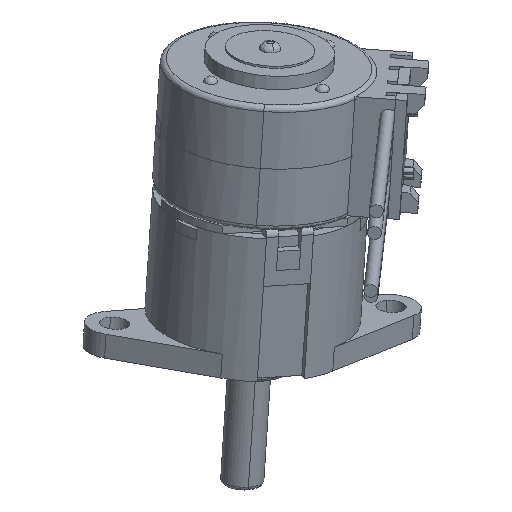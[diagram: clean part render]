
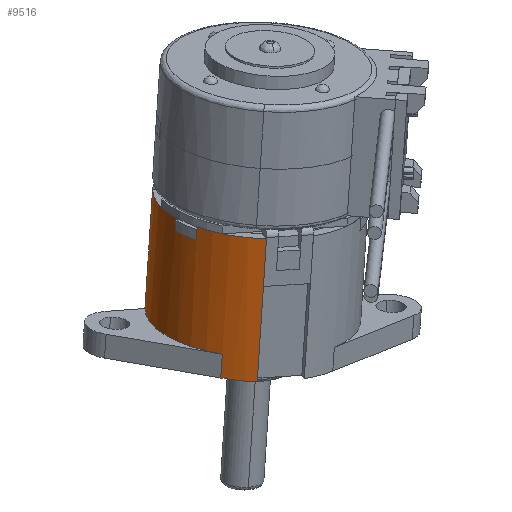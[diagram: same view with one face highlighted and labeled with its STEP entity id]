
A CAD part, top view. The second image highlights one B-rep face of the part: STEP entity #9516.
In plain terms, the highlighted cylindrical face has radius 7.5 mm (diameter 15 mm), a partial arc.
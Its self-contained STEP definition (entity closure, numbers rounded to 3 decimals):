
#40 = EDGE_CURVE ( 'NONE', #8642, #5757, #4625, .T. ) ;
#278 = DIRECTION ( 'NONE',  ( 0.279, -0.397, 0.874 ) ) ;
#346 = EDGE_CURVE ( 'NONE', #5606, #5757, #9573, .T. ) ;
#353 = VERTEX_POINT ( 'NONE', #8451 ) ;
#626 = CARTESIAN_POINT ( 'NONE',  ( -62.591, 40.6, -13.18 ) ) ;
#695 = DIRECTION ( 'NONE',  ( 0.059, 0.916, 0.397 ) ) ;
#1029 = CIRCLE ( 'NONE', #1408, 7.5 ) ;
#1037 = AXIS2_PLACEMENT_3D ( 'NONE', #9326, #10175, #278 ) ;
#1241 = DIRECTION ( 'NONE',  ( 0.059, 0.916, 0.397 ) ) ;
#1295 = EDGE_CURVE ( 'NONE', #2652, #6650, #1029, .T. ) ;
#1408 = AXIS2_PLACEMENT_3D ( 'NONE', #2084, #1241, #7931 ) ;
#1444 = DIRECTION ( 'NONE',  ( 0.059, 0.916, 0.397 ) ) ;
#1469 = CARTESIAN_POINT ( 'NONE',  ( -58.654, 35.439, -22.018 ) ) ;
#1950 = DIRECTION ( 'NONE',  ( -0.059, -0.916, -0.397 ) ) ;
#2014 = CARTESIAN_POINT ( 'NONE',  ( -58.242, 32.442, -15.155 ) ) ;
#2084 = CARTESIAN_POINT ( 'NONE',  ( -58.122, 43.684, -18.449 ) ) ;
#2245 = CIRCLE ( 'NONE', #2932, 7.5 ) ;
#2248 = EDGE_CURVE ( 'NONE', #5716, #5606, #5137, .T. ) ;
#2321 = DIRECTION ( 'NONE',  ( 0.279, -0.397, 0.874 ) ) ;
#2541 = DIRECTION ( 'NONE',  ( 0.059, 0.916, 0.397 ) ) ;
#2610 = EDGE_CURVE ( 'NONE', #2652, #3601, #8114, .T. ) ;
#2612 = AXIS2_PLACEMENT_3D ( 'NONE', #8288, #2541, #9900 ) ;
#2652 = VERTEX_POINT ( 'NONE', #8569 ) ;
#2932 = AXIS2_PLACEMENT_3D ( 'NONE', #1469, #7250, #2321 ) ;
#3439 = VECTOR ( 'NONE', #1444, 1000. ) ;
#3490 = DIRECTION ( 'NONE',  ( -0.059, -0.916, -0.397 ) ) ;
#3601 = VERTEX_POINT ( 'NONE', #5553 ) ;
#3703 = LINE ( 'NONE', #626, #3439 ) ;
#3798 = AXIS2_PLACEMENT_3D ( 'NONE', #5637, #695, #6466 ) ;
#3866 = ORIENTED_EDGE ( 'NONE', *, *, #8645, .F. ) ;
#3995 = CARTESIAN_POINT ( 'NONE',  ( -60.878, 31.047, -16.08 ) ) ;
#4048 = ORIENTED_EDGE ( 'NONE', *, *, #1295, .F. ) ;
#4625 = CIRCLE ( 'NONE', #1037, 7.5 ) ;
#5074 = CARTESIAN_POINT ( 'NONE',  ( -65.608, 44.124, -18.351 ) ) ;
#5137 = CIRCLE ( 'NONE', #2612, 7.5 ) ;
#5207 = LINE ( 'NONE', #6732, #6900 ) ;
#5230 = EDGE_CURVE ( 'NONE', #10400, #6650, #5415, .T. ) ;
#5325 = FACE_OUTER_BOUND ( 'NONE', #9258, .T. ) ;
#5358 = CARTESIAN_POINT ( 'NONE',  ( -63.974, 42.144, -14.018 ) ) ;
#5415 = LINE ( 'NONE', #9946, #9572 ) ;
#5553 = CARTESIAN_POINT ( 'NONE',  ( -66.14, 35.879, -21.92 ) ) ;
#5591 = ORIENTED_EDGE ( 'NONE', *, *, #8899, .T. ) ;
#5606 = VERTEX_POINT ( 'NONE', #7357 ) ;
#5637 = CARTESIAN_POINT ( 'NONE',  ( -58.181, 42.768, -18.845 ) ) ;
#5704 = DIRECTION ( 'NONE',  ( -0.059, -0.916, -0.397 ) ) ;
#5716 = VERTEX_POINT ( 'NONE', #6459 ) ;
#5757 = VERTEX_POINT ( 'NONE', #8176 ) ;
#5898 = VECTOR ( 'NONE', #1950, 1000. ) ;
#6094 = ORIENTED_EDGE ( 'NONE', *, *, #5230, .T. ) ;
#6442 = CARTESIAN_POINT ( 'NONE',  ( -60.772, 32.696, -15.366 ) ) ;
#6459 = CARTESIAN_POINT ( 'NONE',  ( -62.532, 41.516, -12.783 ) ) ;
#6466 = DIRECTION ( 'NONE',  ( 0.279, -0.397, 0.874 ) ) ;
#6650 = VERTEX_POINT ( 'NONE', #5358 ) ;
#6732 = CARTESIAN_POINT ( 'NONE',  ( -60.772, 32.696, -15.366 ) ) ;
#6900 = VECTOR ( 'NONE', #9272, 1000. ) ;
#7089 = AXIS2_PLACEMENT_3D ( 'NONE', #9018, #5704, #9835 ) ;
#7250 = DIRECTION ( 'NONE',  ( 0.059, 0.916, 0.397 ) ) ;
#7357 = CARTESIAN_POINT ( 'NONE',  ( -57.71, 40.687, -11.586 ) ) ;
#7370 = VECTOR ( 'NONE', #3490, 1000. ) ;
#7488 = DIRECTION ( 'NONE',  ( 0.059, 0.916, 0.397 ) ) ;
#7622 = VERTEX_POINT ( 'NONE', #6442 ) ;
#7681 = ORIENTED_EDGE ( 'NONE', *, *, #8102, .F. ) ;
#7931 = DIRECTION ( 'NONE',  ( 0.279, -0.397, 0.874 ) ) ;
#8102 = EDGE_CURVE ( 'NONE', #353, #5716, #3703, .T. ) ;
#8114 = LINE ( 'NONE', #5074, #5898 ) ;
#8176 = CARTESIAN_POINT ( 'NONE',  ( -58.349, 30.793, -15.869 ) ) ;
#8288 = CARTESIAN_POINT ( 'NONE',  ( -58.122, 43.684, -18.449 ) ) ;
#8451 = CARTESIAN_POINT ( 'NONE',  ( -62.591, 40.6, -13.18 ) ) ;
#8569 = CARTESIAN_POINT ( 'NONE',  ( -65.608, 44.124, -18.351 ) ) ;
#8642 = VERTEX_POINT ( 'NONE', #3995 ) ;
#8645 = EDGE_CURVE ( 'NONE', #10400, #353, #9242, .T. ) ;
#8899 = EDGE_CURVE ( 'NONE', #3601, #7622, #2245, .T. ) ;
#9018 = CARTESIAN_POINT ( 'NONE',  ( -58.654, 35.439, -22.018 ) ) ;
#9218 = CYLINDRICAL_SURFACE ( 'NONE', #7089, 7.5 ) ;
#9242 = CIRCLE ( 'NONE', #3798, 7.5 ) ;
#9258 = EDGE_LOOP ( 'NONE', ( #7681, #3866, #6094, #4048, #10044, #5591, #9582, #9987, #10459, #10386 ) ) ;
#9272 = DIRECTION ( 'NONE',  ( -0.059, -0.916, -0.397 ) ) ;
#9326 = CARTESIAN_POINT ( 'NONE',  ( -58.76, 33.79, -22.732 ) ) ;
#9516 = ADVANCED_FACE ( 'NONE', ( #5325 ), #9218, .T. ) ;
#9572 = VECTOR ( 'NONE', #7488, 1000. ) ;
#9573 = LINE ( 'NONE', #2014, #7370 ) ;
#9582 = ORIENTED_EDGE ( 'NONE', *, *, #10709, .T. ) ;
#9835 = DIRECTION ( 'NONE',  ( -0.279, 0.397, -0.874 ) ) ;
#9900 = DIRECTION ( 'NONE',  ( 0.279, -0.397, 0.874 ) ) ;
#9946 = CARTESIAN_POINT ( 'NONE',  ( -64.033, 41.228, -14.415 ) ) ;
#9987 = ORIENTED_EDGE ( 'NONE', *, *, #40, .T. ) ;
#10044 = ORIENTED_EDGE ( 'NONE', *, *, #2610, .T. ) ;
#10175 = DIRECTION ( 'NONE',  ( 0.059, 0.916, 0.397 ) ) ;
#10386 = ORIENTED_EDGE ( 'NONE', *, *, #2248, .F. ) ;
#10400 = VERTEX_POINT ( 'NONE', #10456 ) ;
#10456 = CARTESIAN_POINT ( 'NONE',  ( -64.033, 41.228, -14.415 ) ) ;
#10459 = ORIENTED_EDGE ( 'NONE', *, *, #346, .F. ) ;
#10709 = EDGE_CURVE ( 'NONE', #7622, #8642, #5207, .T. ) ;
